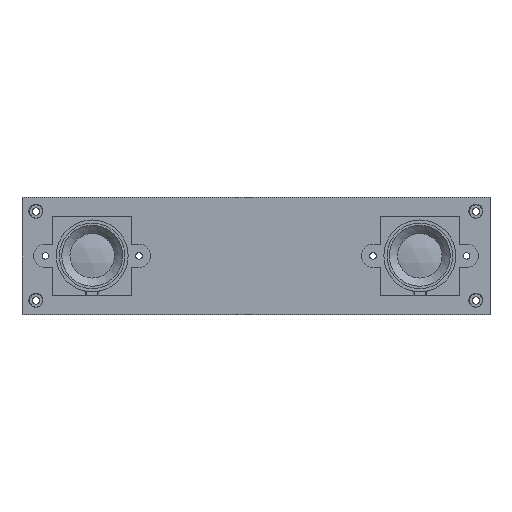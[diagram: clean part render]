
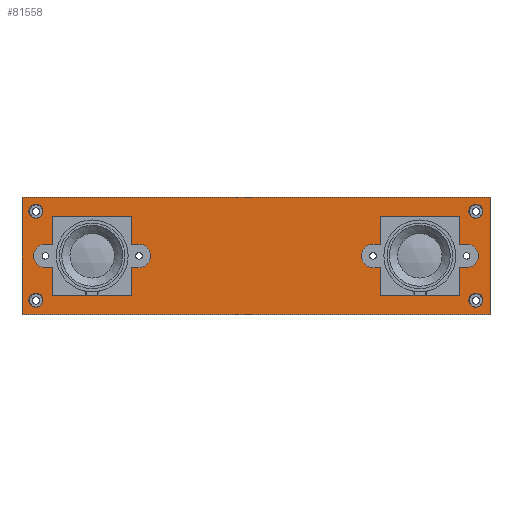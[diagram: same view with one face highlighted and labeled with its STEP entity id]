
A CAD part, top view. The second image highlights one B-rep face of the part: STEP entity #81558.
In plain terms, the highlighted planar face has unit normal (0, 0, 1).
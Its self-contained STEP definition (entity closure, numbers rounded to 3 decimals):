
#81358 = VERTEX_POINT('',#81359);
#81359 = CARTESIAN_POINT('',(130.,10.,1.566));
#81365 = EDGE_CURVE('',#81358,#81366,#81368,.T.);
#81366 = VERTEX_POINT('',#81367);
#81367 = CARTESIAN_POINT('',(30.,10.,1.566));
#81368 = LINE('',#81369,#81370);
#81369 = CARTESIAN_POINT('',(130.,10.,1.566));
#81370 = VECTOR('',#81371,1.);
#81371 = DIRECTION('',(-1.,0.,0.));
#81398 = VERTEX_POINT('',#81399);
#81399 = CARTESIAN_POINT('',(130.,35.,1.566));
#81405 = EDGE_CURVE('',#81398,#81358,#81406,.T.);
#81406 = LINE('',#81407,#81408);
#81407 = CARTESIAN_POINT('',(130.,35.,1.566));
#81408 = VECTOR('',#81409,1.);
#81409 = DIRECTION('',(0.,-1.,0.));
#81427 = EDGE_CURVE('',#81366,#81428,#81430,.T.);
#81428 = VERTEX_POINT('',#81429);
#81429 = CARTESIAN_POINT('',(30.,35.,1.566));
#81430 = LINE('',#81431,#81432);
#81431 = CARTESIAN_POINT('',(30.,10.,1.566));
#81432 = VECTOR('',#81433,1.);
#81433 = DIRECTION('',(0.,1.,0.));
#81558 = ADVANCED_FACE('',(#81559,#81570,#81581,#81592,#81603,#81614,
    #81625,#81636,#81647),#81658,.T.);
#81559 = FACE_BOUND('',#81560,.T.);
#81560 = EDGE_LOOP('',(#81561,#81562,#81563,#81569));
#81561 = ORIENTED_EDGE('',*,*,#81365,.F.);
#81562 = ORIENTED_EDGE('',*,*,#81405,.F.);
#81563 = ORIENTED_EDGE('',*,*,#81564,.F.);
#81564 = EDGE_CURVE('',#81428,#81398,#81565,.T.);
#81565 = LINE('',#81566,#81567);
#81566 = CARTESIAN_POINT('',(30.,35.,1.566));
#81567 = VECTOR('',#81568,1.);
#81568 = DIRECTION('',(1.,0.,0.));
#81569 = ORIENTED_EDGE('',*,*,#81427,.F.);
#81570 = FACE_BOUND('',#81571,.T.);
#81571 = EDGE_LOOP('',(#81572));
#81572 = ORIENTED_EDGE('',*,*,#81573,.T.);
#81573 = EDGE_CURVE('',#81574,#81574,#81576,.T.);
#81574 = VERTEX_POINT('',#81575);
#81575 = CARTESIAN_POINT('',(32.95,11.55,1.566));
#81576 = CIRCLE('',#81577,1.5);
#81577 = AXIS2_PLACEMENT_3D('',#81578,#81579,#81580);
#81578 = CARTESIAN_POINT('',(32.95,13.05,1.566));
#81579 = DIRECTION('',(-0.,0.,-1.));
#81580 = DIRECTION('',(-0.,-1.,0.));
#81581 = FACE_BOUND('',#81582,.T.);
#81582 = EDGE_LOOP('',(#81583));
#81583 = ORIENTED_EDGE('',*,*,#81584,.T.);
#81584 = EDGE_CURVE('',#81585,#81585,#81587,.T.);
#81585 = VERTEX_POINT('',#81586);
#81586 = CARTESIAN_POINT('',(35.,21.75,1.566));
#81587 = CIRCLE('',#81588,0.75);
#81588 = AXIS2_PLACEMENT_3D('',#81589,#81590,#81591);
#81589 = CARTESIAN_POINT('',(35.,22.5,1.566));
#81590 = DIRECTION('',(-0.,0.,-1.));
#81591 = DIRECTION('',(-0.,-1.,0.));
#81592 = FACE_BOUND('',#81593,.T.);
#81593 = EDGE_LOOP('',(#81594));
#81594 = ORIENTED_EDGE('',*,*,#81595,.T.);
#81595 = EDGE_CURVE('',#81596,#81596,#81598,.T.);
#81596 = VERTEX_POINT('',#81597);
#81597 = CARTESIAN_POINT('',(55.,21.75,1.566));
#81598 = CIRCLE('',#81599,0.75);
#81599 = AXIS2_PLACEMENT_3D('',#81600,#81601,#81602);
#81600 = CARTESIAN_POINT('',(55.,22.5,1.566));
#81601 = DIRECTION('',(-0.,0.,-1.));
#81602 = DIRECTION('',(-0.,-1.,0.));
#81603 = FACE_BOUND('',#81604,.T.);
#81604 = EDGE_LOOP('',(#81605));
#81605 = ORIENTED_EDGE('',*,*,#81606,.T.);
#81606 = EDGE_CURVE('',#81607,#81607,#81609,.T.);
#81607 = VERTEX_POINT('',#81608);
#81608 = CARTESIAN_POINT('',(126.95,11.55,1.566));
#81609 = CIRCLE('',#81610,1.5);
#81610 = AXIS2_PLACEMENT_3D('',#81611,#81612,#81613);
#81611 = CARTESIAN_POINT('',(126.95,13.05,1.566));
#81612 = DIRECTION('',(-0.,0.,-1.));
#81613 = DIRECTION('',(0.,-1.,-0.));
#81614 = FACE_BOUND('',#81615,.T.);
#81615 = EDGE_LOOP('',(#81616));
#81616 = ORIENTED_EDGE('',*,*,#81617,.T.);
#81617 = EDGE_CURVE('',#81618,#81618,#81620,.T.);
#81618 = VERTEX_POINT('',#81619);
#81619 = CARTESIAN_POINT('',(105.,21.75,1.566));
#81620 = CIRCLE('',#81621,0.75);
#81621 = AXIS2_PLACEMENT_3D('',#81622,#81623,#81624);
#81622 = CARTESIAN_POINT('',(105.,22.5,1.566));
#81623 = DIRECTION('',(-0.,0.,-1.));
#81624 = DIRECTION('',(-0.,-1.,0.));
#81625 = FACE_BOUND('',#81626,.T.);
#81626 = EDGE_LOOP('',(#81627));
#81627 = ORIENTED_EDGE('',*,*,#81628,.T.);
#81628 = EDGE_CURVE('',#81629,#81629,#81631,.T.);
#81629 = VERTEX_POINT('',#81630);
#81630 = CARTESIAN_POINT('',(125.,21.75,1.566));
#81631 = CIRCLE('',#81632,0.75);
#81632 = AXIS2_PLACEMENT_3D('',#81633,#81634,#81635);
#81633 = CARTESIAN_POINT('',(125.,22.5,1.566));
#81634 = DIRECTION('',(-0.,0.,-1.));
#81635 = DIRECTION('',(-0.,-1.,0.));
#81636 = FACE_BOUND('',#81637,.T.);
#81637 = EDGE_LOOP('',(#81638));
#81638 = ORIENTED_EDGE('',*,*,#81639,.T.);
#81639 = EDGE_CURVE('',#81640,#81640,#81642,.T.);
#81640 = VERTEX_POINT('',#81641);
#81641 = CARTESIAN_POINT('',(32.95,30.55,1.566));
#81642 = CIRCLE('',#81643,1.5);
#81643 = AXIS2_PLACEMENT_3D('',#81644,#81645,#81646);
#81644 = CARTESIAN_POINT('',(32.95,32.05,1.566));
#81645 = DIRECTION('',(-0.,0.,-1.));
#81646 = DIRECTION('',(-0.,-1.,0.));
#81647 = FACE_BOUND('',#81648,.T.);
#81648 = EDGE_LOOP('',(#81649));
#81649 = ORIENTED_EDGE('',*,*,#81650,.T.);
#81650 = EDGE_CURVE('',#81651,#81651,#81653,.T.);
#81651 = VERTEX_POINT('',#81652);
#81652 = CARTESIAN_POINT('',(126.95,30.55,1.566));
#81653 = CIRCLE('',#81654,1.5);
#81654 = AXIS2_PLACEMENT_3D('',#81655,#81656,#81657);
#81655 = CARTESIAN_POINT('',(126.95,32.05,1.566));
#81656 = DIRECTION('',(-0.,0.,-1.));
#81657 = DIRECTION('',(0.,-1.,-0.));
#81658 = PLANE('',#81659);
#81659 = AXIS2_PLACEMENT_3D('',#81660,#81661,#81662);
#81660 = CARTESIAN_POINT('',(0.,0.,1.566));
#81661 = DIRECTION('',(0.,0.,1.));
#81662 = DIRECTION('',(1.,0.,-0.));
